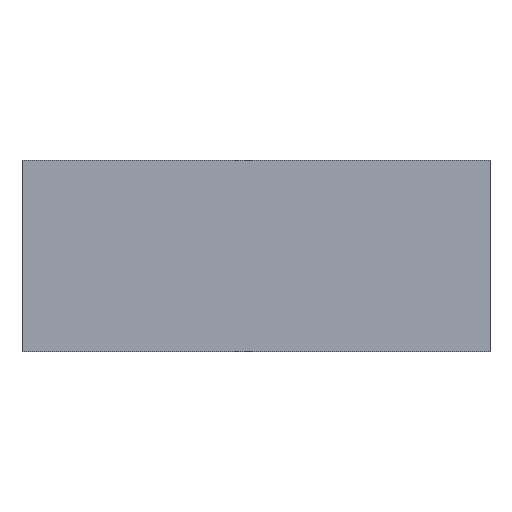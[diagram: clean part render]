
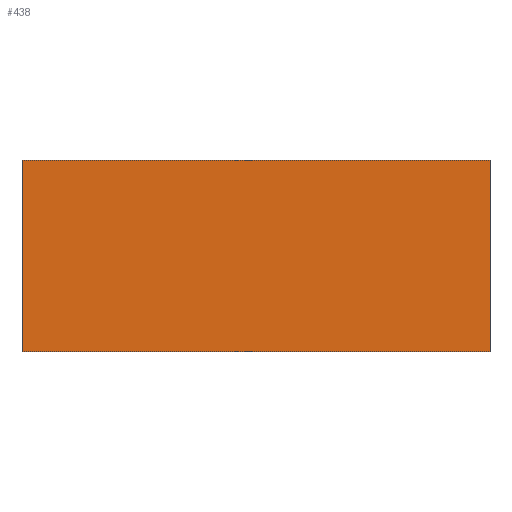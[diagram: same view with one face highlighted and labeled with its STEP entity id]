
A CAD part, top view. The second image highlights one B-rep face of the part: STEP entity #438.
In plain terms, the highlighted planar face has unit normal (0, 0, 1).
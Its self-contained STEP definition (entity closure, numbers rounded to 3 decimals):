
#20 = DIRECTION ( 'NONE',  ( 1., 0., 0. ) ) ;
#21 = LINE ( 'NONE', #81, #569 ) ;
#24 = CARTESIAN_POINT ( 'NONE',  ( -33., -13.5, 10. ) ) ;
#42 = CARTESIAN_POINT ( 'NONE',  ( 33., -13.5, 10. ) ) ;
#70 = CARTESIAN_POINT ( 'NONE',  ( -33., 13.5, 10. ) ) ;
#71 = VERTEX_POINT ( 'NONE', #70 ) ;
#81 = CARTESIAN_POINT ( 'NONE',  ( -33., -13.5, 10. ) ) ;
#102 = CARTESIAN_POINT ( 'NONE',  ( 33., 13.5, 10. ) ) ;
#109 = AXIS2_PLACEMENT_3D ( 'NONE', #572, #292, #342 ) ;
#139 = LINE ( 'NONE', #484, #437 ) ;
#156 = VERTEX_POINT ( 'NONE', #42 ) ;
#158 = EDGE_LOOP ( 'NONE', ( #320, #599, #361, #554 ) ) ;
#165 = EDGE_CURVE ( 'NONE', #71, #610, #21, .T. ) ;
#177 = VECTOR ( 'NONE', #20, 1000. ) ;
#185 = VECTOR ( 'NONE', #261, 1000. ) ;
#188 = PLANE ( 'NONE',  #109 ) ;
#207 = FACE_OUTER_BOUND ( 'NONE', #158, .T. ) ;
#261 = DIRECTION ( 'NONE',  ( 0., 1., 0. ) ) ;
#292 = DIRECTION ( 'NONE',  ( 0., 0., -1. ) ) ;
#313 = LINE ( 'NONE', #354, #185 ) ;
#320 = ORIENTED_EDGE ( 'NONE', *, *, #563, .T. ) ;
#342 = DIRECTION ( 'NONE',  ( -1., 0., 0. ) ) ;
#354 = CARTESIAN_POINT ( 'NONE',  ( 33., -13.5, 10. ) ) ;
#361 = ORIENTED_EDGE ( 'NONE', *, *, #165, .T. ) ;
#371 = DIRECTION ( 'NONE',  ( 0., -1., 0. ) ) ;
#388 = DIRECTION ( 'NONE',  ( -1., 0., 0. ) ) ;
#437 = VECTOR ( 'NONE', #388, 1000. ) ;
#438 = ADVANCED_FACE ( 'NONE', ( #207 ), #188, .F. ) ;
#453 = EDGE_CURVE ( 'NONE', #491, #71, #139, .T. ) ;
#484 = CARTESIAN_POINT ( 'NONE',  ( -33., 13.5, 10. ) ) ;
#491 = VERTEX_POINT ( 'NONE', #102 ) ;
#538 = EDGE_CURVE ( 'NONE', #610, #156, #580, .T. ) ;
#548 = CARTESIAN_POINT ( 'NONE',  ( -33., -13.5, 10. ) ) ;
#554 = ORIENTED_EDGE ( 'NONE', *, *, #538, .T. ) ;
#563 = EDGE_CURVE ( 'NONE', #156, #491, #313, .T. ) ;
#569 = VECTOR ( 'NONE', #371, 1000. ) ;
#572 = CARTESIAN_POINT ( 'NONE',  ( 0., 0., 10. ) ) ;
#580 = LINE ( 'NONE', #548, #177 ) ;
#599 = ORIENTED_EDGE ( 'NONE', *, *, #453, .T. ) ;
#610 = VERTEX_POINT ( 'NONE', #24 ) ;
